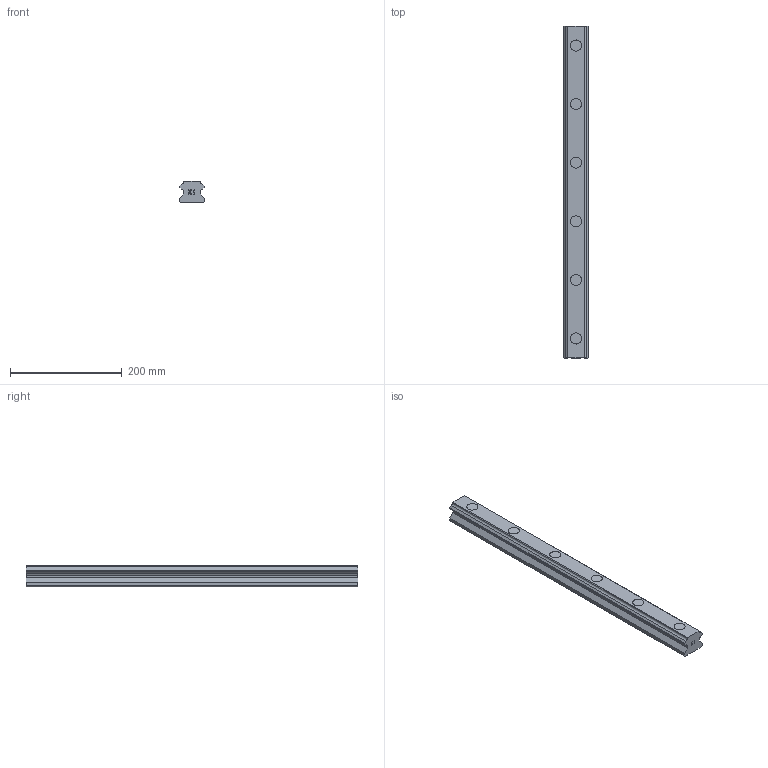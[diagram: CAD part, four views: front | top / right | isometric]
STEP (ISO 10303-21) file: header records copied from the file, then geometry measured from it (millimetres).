
FILE_DESCRIPTION(('STEP AP214'),'1');
FILE_NAME('cctmp_7DAD0A2F-4EFB-4CC0-A30E-DD0A6B0D43E1_2020_10_29_12_16_33_329..stp','2020-10-29T11:16:33',('HIWIN GmbH'),('CADClick - www.CADClick.com'),'Spatial InterOp 3D',' ','unknown authorization');
FILE_SCHEMA(('AUTOMOTIVE_DESIGN'));
Length unit declared in the file: millimetre
Products named in the file (1): HGR45R595H_FILE
Bounding box: 45 x 595 x 38 mm (x, y, z)
Volume: 797710.2 mm3; surface area: 118408.4 mm2
Topology: 1 solids, 1 shells, 151 faces, 381 edges, 254 vertices
Faces by surface type: plane 111, cylinder 40
Entity records: 5747 total; most frequent: CARTESIAN_POINT 787, DIRECTION 765, ORIENTED_EDGE 762, EDGE_CURVE 381, LINE 301, VECTOR 301, VERTEX_POINT 254, AXIS2_PLACEMENT_3D 232
